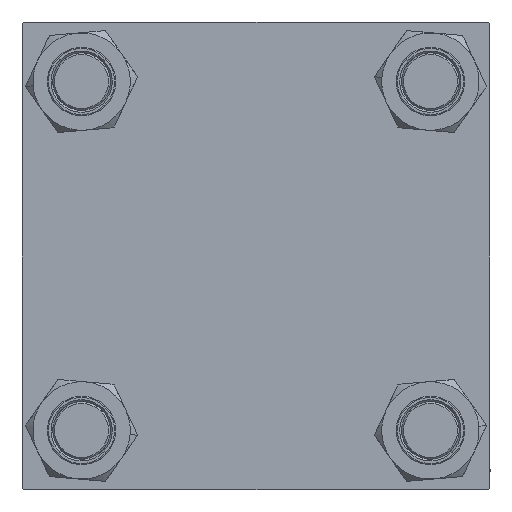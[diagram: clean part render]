
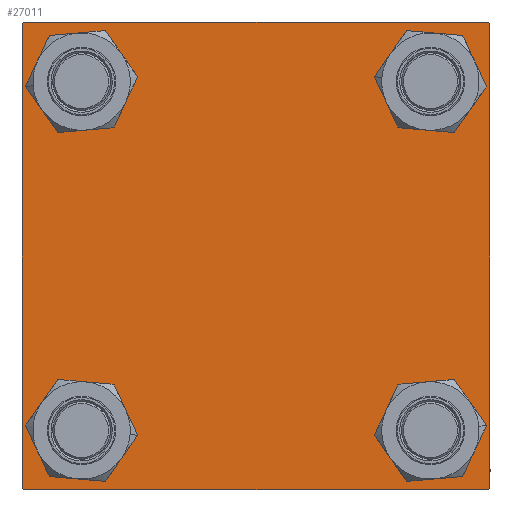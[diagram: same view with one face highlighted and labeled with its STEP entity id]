
A CAD part, left-side view. The second image highlights one B-rep face of the part: STEP entity #27011.
In plain terms, the highlighted planar face has unit normal (-1, 0, 0).
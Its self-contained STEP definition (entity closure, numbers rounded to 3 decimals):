
#105 = VERTEX_POINT ( 'NONE', #42545 ) ;
#144 = DIRECTION ( 'NONE',  ( 1., 0., 0. ) ) ;
#196 = ORIENTED_EDGE ( 'NONE', *, *, #21910, .T. ) ;
#243 = EDGE_LOOP ( 'NONE', ( #41925, #10707 ) ) ;
#881 = DIRECTION ( 'NONE',  ( 0., 0., -1. ) ) ;
#1096 = ORIENTED_EDGE ( 'NONE', *, *, #56763, .T. ) ;
#1133 = DIRECTION ( 'NONE',  ( 1., 0., 0. ) ) ;
#1800 = EDGE_CURVE ( 'NONE', #49688, #37820, #53077, .T. ) ;
#2375 = CARTESIAN_POINT ( 'NONE',  ( 0., -65., 65. ) ) ;
#4947 = AXIS2_PLACEMENT_3D ( 'NONE', #35966, #53599, #14011 ) ;
#5328 = VECTOR ( 'NONE', #39220, 1000. ) ;
#6463 = VERTEX_POINT ( 'NONE', #39004 ) ;
#6868 = CARTESIAN_POINT ( 'NONE',  ( 0., -65., 64.5 ) ) ;
#7783 = VERTEX_POINT ( 'NONE', #20967 ) ;
#8751 = CARTESIAN_POINT ( 'NONE',  ( 0., -48.45, -39.95 ) ) ;
#9347 = VECTOR ( 'NONE', #19438, 1000. ) ;
#9931 = ORIENTED_EDGE ( 'NONE', *, *, #29520, .T. ) ;
#9974 = DIRECTION ( 'NONE',  ( 1., 0., 0. ) ) ;
#10076 = VERTEX_POINT ( 'NONE', #18409 ) ;
#10707 = ORIENTED_EDGE ( 'NONE', *, *, #52407, .T. ) ;
#10891 = EDGE_CURVE ( 'NONE', #12078, #22181, #17502, .T. ) ;
#10937 = VERTEX_POINT ( 'NONE', #49401 ) ;
#11177 = CARTESIAN_POINT ( 'NONE',  ( 0., -48.45, -48.45 ) ) ;
#11891 = EDGE_CURVE ( 'NONE', #33401, #105, #15471, .T. ) ;
#12078 = VERTEX_POINT ( 'NONE', #14258 ) ;
#13038 = VECTOR ( 'NONE', #49287, 1000. ) ;
#14011 = DIRECTION ( 'NONE',  ( 0., 0., 1. ) ) ;
#14196 = CIRCLE ( 'NONE', #15097, 8.5 ) ;
#14223 = EDGE_CURVE ( 'NONE', #7783, #30564, #37911, .T. ) ;
#14258 = CARTESIAN_POINT ( 'NONE',  ( 0., 48.45, -56.95 ) ) ;
#14319 = LINE ( 'NONE', #19801, #13038 ) ;
#15097 = AXIS2_PLACEMENT_3D ( 'NONE', #39729, #144, #35113 ) ;
#15332 = VECTOR ( 'NONE', #881, 1000. ) ;
#15471 = LINE ( 'NONE', #41190, #15686 ) ;
#15686 = VECTOR ( 'NONE', #19813, 1000. ) ;
#15939 = EDGE_CURVE ( 'NONE', #30564, #7783, #53679, .T. ) ;
#16168 = CARTESIAN_POINT ( 'NONE',  ( 0., -48.45, 48.45 ) ) ;
#16298 = EDGE_CURVE ( 'NONE', #6463, #22739, #14319, .T. ) ;
#17285 = VERTEX_POINT ( 'NONE', #6868 ) ;
#17502 = CIRCLE ( 'NONE', #28605, 8.5 ) ;
#18257 = CARTESIAN_POINT ( 'NONE',  ( 0., 48.45, -48.45 ) ) ;
#18350 = FACE_BOUND ( 'NONE', #25201, .T. ) ;
#18409 = CARTESIAN_POINT ( 'NONE',  ( 0., -48.45, 39.95 ) ) ;
#18450 = EDGE_LOOP ( 'NONE', ( #1096, #53648, #55553, #36145, #27943, #196, #25714, #38434 ) ) ;
#19097 = LINE ( 'NONE', #49152, #15332 ) ;
#19438 = DIRECTION ( 'NONE',  ( 0., 0., -1. ) ) ;
#19801 = CARTESIAN_POINT ( 'NONE',  ( 0., 64.75, -64.75 ) ) ;
#19813 = DIRECTION ( 'NONE',  ( 0., -0.707, 0.707 ) ) ;
#19943 = CARTESIAN_POINT ( 'NONE',  ( 0., -64.5, 65. ) ) ;
#20368 = LINE ( 'NONE', #47222, #52937 ) ;
#20381 = AXIS2_PLACEMENT_3D ( 'NONE', #31937, #9974, #32510 ) ;
#20396 = AXIS2_PLACEMENT_3D ( 'NONE', #47182, #47751, #47469 ) ;
#20450 = CARTESIAN_POINT ( 'NONE',  ( 0., -64.5, -65. ) ) ;
#20967 = CARTESIAN_POINT ( 'NONE',  ( 0., -48.45, -56.95 ) ) ;
#21910 = EDGE_CURVE ( 'NONE', #17285, #32999, #20368, .T. ) ;
#22181 = VERTEX_POINT ( 'NONE', #25205 ) ;
#22558 = EDGE_CURVE ( 'NONE', #22739, #33401, #26189, .T. ) ;
#22739 = VERTEX_POINT ( 'NONE', #42516 ) ;
#24953 = ORIENTED_EDGE ( 'NONE', *, *, #10891, .T. ) ;
#25201 = EDGE_LOOP ( 'NONE', ( #53697, #55417 ) ) ;
#25205 = CARTESIAN_POINT ( 'NONE',  ( 0., 48.45, -39.95 ) ) ;
#25714 = ORIENTED_EDGE ( 'NONE', *, *, #34622, .F. ) ;
#26189 = LINE ( 'NONE', #40594, #52973 ) ;
#26267 = EDGE_CURVE ( 'NONE', #10937, #41298, #14196, .T. ) ;
#26372 = DIRECTION ( 'NONE',  ( 1., 0., 0. ) ) ;
#26814 = CIRCLE ( 'NONE', #41584, 8.5 ) ;
#27001 = VERTEX_POINT ( 'NONE', #27021 ) ;
#27011 = ADVANCED_FACE ( 'NONE', ( #52754, #18350, #44077, #48417, #34839 ), #56814, .T. ) ;
#27021 = CARTESIAN_POINT ( 'NONE',  ( 0., -48.45, 56.95 ) ) ;
#27943 = ORIENTED_EDGE ( 'NONE', *, *, #32061, .F. ) ;
#28051 = DIRECTION ( 'NONE',  ( 0., 0., 1. ) ) ;
#28605 = AXIS2_PLACEMENT_3D ( 'NONE', #41012, #1133, #31485 ) ;
#28820 = DIRECTION ( 'NONE',  ( 1., 0., 0. ) ) ;
#29520 = EDGE_CURVE ( 'NONE', #22181, #12078, #26814, .T. ) ;
#30564 = VERTEX_POINT ( 'NONE', #8751 ) ;
#30599 = CARTESIAN_POINT ( 'NONE',  ( 0., 64.5, 65. ) ) ;
#31187 = ORIENTED_EDGE ( 'NONE', *, *, #31848, .T. ) ;
#31474 = AXIS2_PLACEMENT_3D ( 'NONE', #16168, #33789, #28051 ) ;
#31485 = DIRECTION ( 'NONE',  ( 0., 0., 1. ) ) ;
#31848 = EDGE_CURVE ( 'NONE', #41298, #10937, #55460, .T. ) ;
#31937 = CARTESIAN_POINT ( 'NONE',  ( 0., 48.45, 48.45 ) ) ;
#32061 = EDGE_CURVE ( 'NONE', #17285, #105, #33858, .T. ) ;
#32510 = DIRECTION ( 'NONE',  ( 0., 0., 1. ) ) ;
#32999 = VERTEX_POINT ( 'NONE', #19943 ) ;
#33107 = EDGE_CURVE ( 'NONE', #27001, #10076, #37953, .T. ) ;
#33401 = VERTEX_POINT ( 'NONE', #20450 ) ;
#33789 = DIRECTION ( 'NONE',  ( 1., 0., 0. ) ) ;
#33858 = LINE ( 'NONE', #2375, #9347 ) ;
#34303 = CARTESIAN_POINT ( 'NONE',  ( 0., 64.75, 64.75 ) ) ;
#34622 = EDGE_CURVE ( 'NONE', #49688, #32999, #46899, .T. ) ;
#34839 = FACE_OUTER_BOUND ( 'NONE', #18450, .T. ) ;
#35113 = DIRECTION ( 'NONE',  ( 0., 0., 1. ) ) ;
#35966 = CARTESIAN_POINT ( 'NONE',  ( 0., 0., 0. ) ) ;
#36145 = ORIENTED_EDGE ( 'NONE', *, *, #11891, .T. ) ;
#36260 = DIRECTION ( 'NONE',  ( 0., -1., 0. ) ) ;
#37820 = VERTEX_POINT ( 'NONE', #48160 ) ;
#37911 = CIRCLE ( 'NONE', #20396, 8.5 ) ;
#37953 = CIRCLE ( 'NONE', #31474, 8.5 ) ;
#38434 = ORIENTED_EDGE ( 'NONE', *, *, #1800, .T. ) ;
#39004 = CARTESIAN_POINT ( 'NONE',  ( 0., 65., -64.5 ) ) ;
#39220 = DIRECTION ( 'NONE',  ( 0., 0.707, -0.707 ) ) ;
#39729 = CARTESIAN_POINT ( 'NONE',  ( 0., 48.45, 48.45 ) ) ;
#40021 = CARTESIAN_POINT ( 'NONE',  ( 0., -48.45, 48.45 ) ) ;
#40594 = CARTESIAN_POINT ( 'NONE',  ( 0., 65., -65. ) ) ;
#41012 = CARTESIAN_POINT ( 'NONE',  ( 0., 48.45, -48.45 ) ) ;
#41190 = CARTESIAN_POINT ( 'NONE',  ( 0., -64.75, -64.75 ) ) ;
#41298 = VERTEX_POINT ( 'NONE', #44894 ) ;
#41526 = DIRECTION ( 'NONE',  ( 0., 0., 1. ) ) ;
#41584 = AXIS2_PLACEMENT_3D ( 'NONE', #18257, #26372, #49460 ) ;
#41925 = ORIENTED_EDGE ( 'NONE', *, *, #33107, .T. ) ;
#42516 = CARTESIAN_POINT ( 'NONE',  ( 0., 64.5, -65. ) ) ;
#42545 = CARTESIAN_POINT ( 'NONE',  ( 0., -65., -64.5 ) ) ;
#44077 = FACE_BOUND ( 'NONE', #50044, .T. ) ;
#44894 = CARTESIAN_POINT ( 'NONE',  ( 0., 48.45, 39.95 ) ) ;
#44921 = DIRECTION ( 'NONE',  ( 0., 0., 1. ) ) ;
#45345 = AXIS2_PLACEMENT_3D ( 'NONE', #11177, #28820, #41526 ) ;
#46278 = VECTOR ( 'NONE', #51515, 1000. ) ;
#46899 = LINE ( 'NONE', #47460, #46278 ) ;
#47143 = EDGE_LOOP ( 'NONE', ( #52797, #31187 ) ) ;
#47182 = CARTESIAN_POINT ( 'NONE',  ( 0., -48.45, -48.45 ) ) ;
#47222 = CARTESIAN_POINT ( 'NONE',  ( 0., -64.75, 64.75 ) ) ;
#47460 = CARTESIAN_POINT ( 'NONE',  ( 0., 65., 65. ) ) ;
#47469 = DIRECTION ( 'NONE',  ( 0., 0., 1. ) ) ;
#47751 = DIRECTION ( 'NONE',  ( 1., 0., 0. ) ) ;
#48160 = CARTESIAN_POINT ( 'NONE',  ( 0., 65., 64.5 ) ) ;
#48417 = FACE_BOUND ( 'NONE', #47143, .T. ) ;
#48689 = DIRECTION ( 'NONE',  ( 1., 0., 0. ) ) ;
#49152 = CARTESIAN_POINT ( 'NONE',  ( 0., 65., 65. ) ) ;
#49287 = DIRECTION ( 'NONE',  ( 0., -0.707, -0.707 ) ) ;
#49401 = CARTESIAN_POINT ( 'NONE',  ( 0., 48.45, 56.95 ) ) ;
#49460 = DIRECTION ( 'NONE',  ( 0., 0., 1. ) ) ;
#49688 = VERTEX_POINT ( 'NONE', #30599 ) ;
#50044 = EDGE_LOOP ( 'NONE', ( #9931, #24953 ) ) ;
#51186 = CIRCLE ( 'NONE', #53163, 8.5 ) ;
#51515 = DIRECTION ( 'NONE',  ( 0., -1., 0. ) ) ;
#52407 = EDGE_CURVE ( 'NONE', #10076, #27001, #51186, .T. ) ;
#52754 = FACE_BOUND ( 'NONE', #243, .T. ) ;
#52797 = ORIENTED_EDGE ( 'NONE', *, *, #26267, .T. ) ;
#52937 = VECTOR ( 'NONE', #55629, 1000. ) ;
#52973 = VECTOR ( 'NONE', #36260, 1000. ) ;
#53077 = LINE ( 'NONE', #34303, #5328 ) ;
#53163 = AXIS2_PLACEMENT_3D ( 'NONE', #40021, #48689, #44921 ) ;
#53599 = DIRECTION ( 'NONE',  ( -1., 0., 0. ) ) ;
#53648 = ORIENTED_EDGE ( 'NONE', *, *, #16298, .T. ) ;
#53679 = CIRCLE ( 'NONE', #45345, 8.5 ) ;
#53697 = ORIENTED_EDGE ( 'NONE', *, *, #15939, .T. ) ;
#55417 = ORIENTED_EDGE ( 'NONE', *, *, #14223, .T. ) ;
#55460 = CIRCLE ( 'NONE', #20381, 8.5 ) ;
#55553 = ORIENTED_EDGE ( 'NONE', *, *, #22558, .T. ) ;
#55629 = DIRECTION ( 'NONE',  ( 0., 0.707, 0.707 ) ) ;
#56763 = EDGE_CURVE ( 'NONE', #37820, #6463, #19097, .T. ) ;
#56814 = PLANE ( 'NONE',  #4947 ) ;
